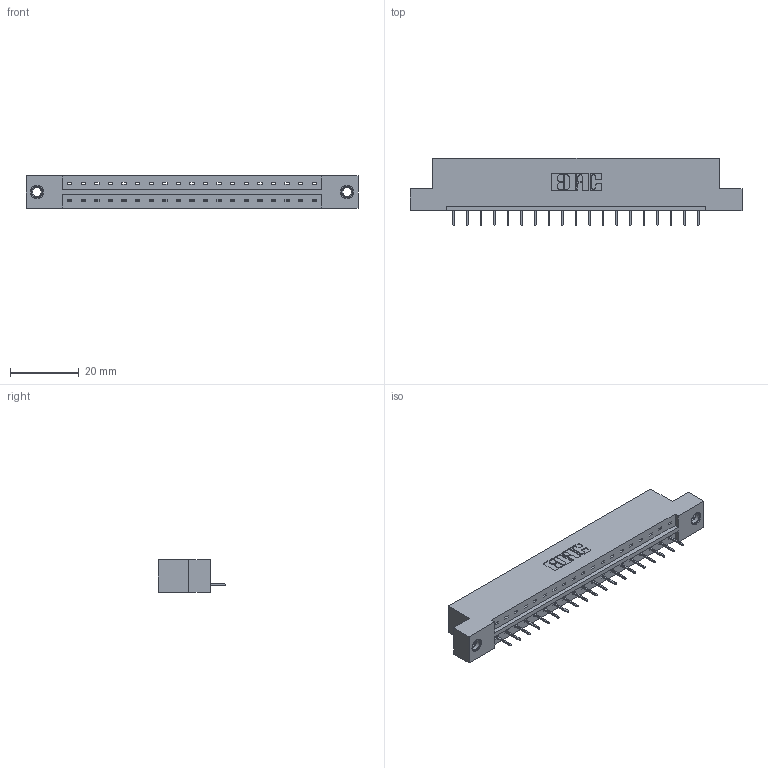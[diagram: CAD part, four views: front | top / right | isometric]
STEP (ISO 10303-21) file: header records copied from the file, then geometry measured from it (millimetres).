
FILE_DESCRIPTION (( 'STEP AP203' ), '1' );
FILE_NAME ('333-019-524-107.STEP', '2018-08-01T23:09:25', ( '' ), ( '' ), 'SwSTEP 2.0', 'SolidWorks 2016', '' );
FILE_SCHEMA (( 'CONFIG_CONTROL_DESIGN' ));
Length unit declared in the file: inch
Products named in the file (4): 333 Part_Flush - .156 Dia - TI; 345-292-001_345-293-124; 345-250-001_345-250-005-103; 333-019-524-107
Assembly tree (22 placements, depth 2):
  333-019-524-107
    333 Part_Flush - .156 Dia - TI
    345-292-001_345-293-124  x19
    345-250-001_345-250-005-103  x2
Bounding box: 96.82 x 19.69 x 9.4 mm (x, y, z)
Volume: 9456.9 mm3; surface area: 9861.3 mm2
Topology: 22 solids, 22 shells, 1352 faces, 3867 edges, 2494 vertices
Faces by surface type: plane 1014, cylinder 322, cone 12, torus 4
Entity records: 15850 total; most frequent: CARTESIAN_POINT 2718, ORIENTED_EDGE 2666, DIRECTION 2373, EDGE_CURVE 1333, VECTOR 1189, LINE 1189, VERTEX_POINT 880, AXIS2_PLACEMENT_3D 592
